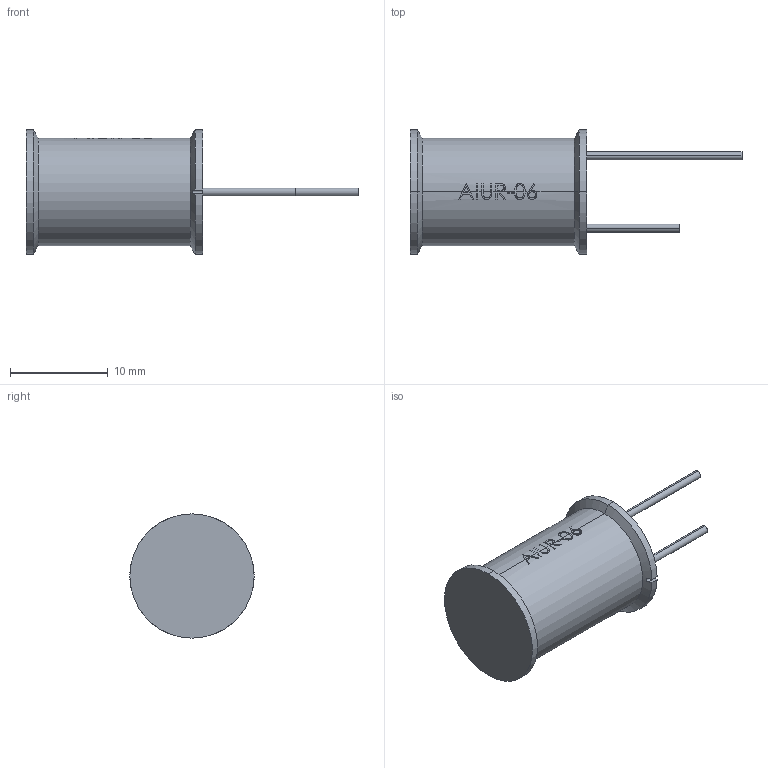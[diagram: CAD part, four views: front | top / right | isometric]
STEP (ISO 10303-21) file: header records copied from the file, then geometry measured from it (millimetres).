
FILE_DESCRIPTION (( 'STEP AP214' ), '1' );
FILE_NAME ('AIUR-06.STEP', '2013-09-16T05:21:26', ( '' ), ( '' ), 'SwSTEP 2.0', 'SolidWorks 2012', '' );
FILE_SCHEMA (( 'AUTOMOTIVE_DESIGN' ));
Length unit declared in the file: millimetre
Products named in the file (1): AIUR-06
Bounding box: 33.91 x 12.7 x 12.7 mm (x, y, z)
Volume: 1788.8 mm3; surface area: 989.7 mm2
Topology: 1 solids, 1 shells, 116 faces, 323 edges, 213 vertices
Faces by surface type: bspline 42, cylinder 35, plane 35, cone 4
Entity records: 7243 total; most frequent: CARTESIAN_POINT 4335, ORIENTED_EDGE 646, DIRECTION 366, EDGE_CURVE 323, VERTEX_POINT 213, B_SPLINE_CURVE_WITH_KNOTS 168, AXIS2_PLACEMENT_3D 136, EDGE_LOOP 120
